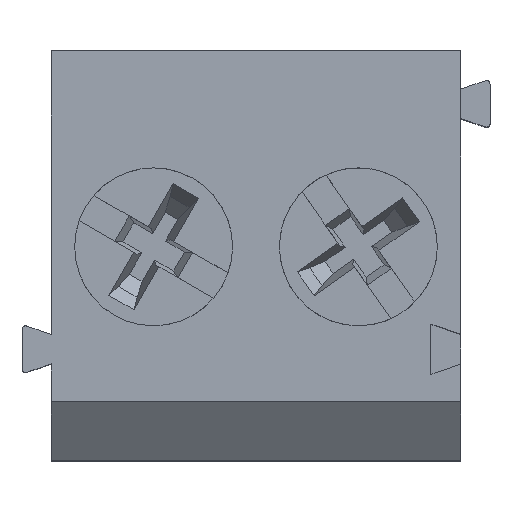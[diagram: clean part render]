
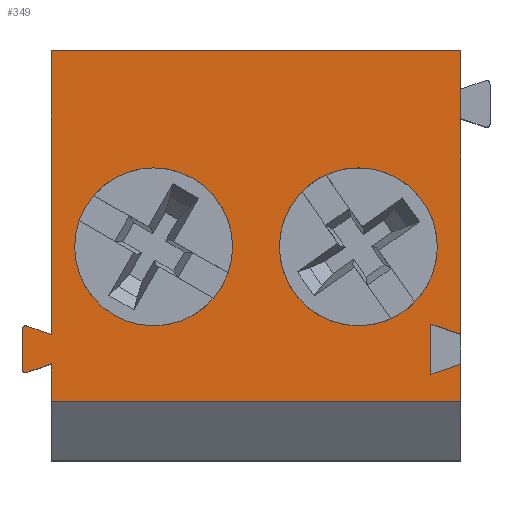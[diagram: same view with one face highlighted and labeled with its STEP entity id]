
A CAD part, top view. The second image highlights one B-rep face of the part: STEP entity #349.
In plain terms, the highlighted planar face has unit normal (0, 0, 1).
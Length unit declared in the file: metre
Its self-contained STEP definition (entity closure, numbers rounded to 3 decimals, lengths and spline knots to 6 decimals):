
#349 = ADVANCED_FACE( '', ( #756, #757, #758 ), #759, .T. );
#756 = FACE_OUTER_BOUND( '', #1225, .T. );
#757 = FACE_BOUND( '', #1226, .T. );
#758 = FACE_BOUND( '', #1227, .T. );
#759 = PLANE( '', #1228 );
#1225 = EDGE_LOOP( '', ( #2155, #2156, #2157, #2158, #2159, #2160, #2161, #2162, #2163, #2164, #2165, #2166, #2167, #2168 ) );
#1226 = EDGE_LOOP( '', ( #2169 ) );
#1227 = EDGE_LOOP( '', ( #2170 ) );
#1228 = AXIS2_PLACEMENT_3D( '', #2171, #2172, #2173 );
#2155 = ORIENTED_EDGE( '', *, *, #3058, .F. );
#2156 = ORIENTED_EDGE( '', *, *, #2734, .F. );
#2157 = ORIENTED_EDGE( '', *, *, #2879, .T. );
#2158 = ORIENTED_EDGE( '', *, *, #2760, .T. );
#2159 = ORIENTED_EDGE( '', *, *, #3081, .T. );
#2160 = ORIENTED_EDGE( '', *, *, #3082, .T. );
#2161 = ORIENTED_EDGE( '', *, *, #2726, .T. );
#2162 = ORIENTED_EDGE( '', *, *, #3004, .T. );
#2163 = ORIENTED_EDGE( '', *, *, #2876, .T. );
#2164 = ORIENTED_EDGE( '', *, *, #2906, .T. );
#2165 = ORIENTED_EDGE( '', *, *, #3059, .F. );
#2166 = ORIENTED_EDGE( '', *, *, #2977, .F. );
#2167 = ORIENTED_EDGE( '', *, *, #3083, .F. );
#2168 = ORIENTED_EDGE( '', *, *, #2940, .F. );
#2169 = ORIENTED_EDGE( '', *, *, #3070, .F. );
#2170 = ORIENTED_EDGE( '', *, *, #2931, .F. );
#2171 = CARTESIAN_POINT( '', ( -0.0035, 0.0035, 0.00833 ) );
#2172 = DIRECTION( '', ( 0., 0., 1. ) );
#2173 = DIRECTION( '', ( 1., 0., 0. ) );
#2726 = EDGE_CURVE( '', #3219, #3224, #3226, .T. );
#2734 = EDGE_CURVE( '', #3238, #3240, #3241, .T. );
#2760 = EDGE_CURVE( '', #3287, #3285, #3288, .T. );
#2876 = EDGE_CURVE( '', #3487, #3485, #3488, .T. );
#2879 = EDGE_CURVE( '', #3238, #3287, #3492, .T. );
#2906 = EDGE_CURVE( '', #3485, #3531, #3533, .T. );
#2931 = EDGE_CURVE( '', #3570, #3570, #3571, .T. );
#2940 = EDGE_CURVE( '', #3586, #3587, #3588, .T. );
#2977 = EDGE_CURVE( '', #3642, #3644, #3645, .T. );
#3004 = EDGE_CURVE( '', #3224, #3487, #3679, .T. );
#3058 = EDGE_CURVE( '', #3240, #3586, #3752, .T. );
#3059 = EDGE_CURVE( '', #3644, #3531, #3753, .T. );
#3070 = EDGE_CURVE( '', #3768, #3768, #3769, .T. );
#3081 = EDGE_CURVE( '', #3285, #3783, #3784, .T. );
#3082 = EDGE_CURVE( '', #3783, #3219, #3785, .T. );
#3083 = EDGE_CURVE( '', #3587, #3642, #3786, .T. );
#3219 = VERTEX_POINT( '', #3951 );
#3224 = VERTEX_POINT( '', #3957 );
#3226 = CIRCLE( '', #3960, 0.000063 );
#3238 = VERTEX_POINT( '', #3976 );
#3240 = VERTEX_POINT( '', #3979 );
#3241 = LINE( '', #3980, #3981 );
#3285 = VERTEX_POINT( '', #4040 );
#3287 = VERTEX_POINT( '', #4043 );
#3288 = LINE( '', #4044, #4045 );
#3485 = VERTEX_POINT( '', #4323 );
#3487 = VERTEX_POINT( '', #4326 );
#3488 = LINE( '', #4327, #4328 );
#3492 = LINE( '', #4334, #4335 );
#3531 = VERTEX_POINT( '', #4393 );
#3533 = LINE( '', #4396, #4397 );
#3570 = VERTEX_POINT( '', #4444 );
#3571 = CIRCLE( '', #4445, 0.00135 );
#3586 = VERTEX_POINT( '', #4466 );
#3587 = VERTEX_POINT( '', #4467 );
#3588 = LINE( '', #4468, #4469 );
#3642 = VERTEX_POINT( '', #4545 );
#3644 = VERTEX_POINT( '', #4548 );
#3645 = LINE( '', #4549, #4550 );
#3679 = LINE( '', #4601, #4602 );
#3752 = LINE( '', #4718, #4719 );
#3753 = LINE( '', #4720, #4721 );
#3768 = VERTEX_POINT( '', #4743 );
#3769 = CIRCLE( '', #4744, 0.00135 );
#3783 = VERTEX_POINT( '', #4763 );
#3784 = CIRCLE( '', #4764, 0.000063 );
#3785 = LINE( '', #4765, #4766 );
#3786 = LINE( '', #4767, #4768 );
#3951 = CARTESIAN_POINT( '', ( -0.004, -0.001938, 0.00833 ) );
#3957 = CARTESIAN_POINT( '', ( -0.003917, -0.001997, 0.00833 ) );
#3960 = AXIS2_PLACEMENT_3D( '', #4977, #4978, #4979 );
#3976 = CARTESIAN_POINT( '', ( -0.0035, 0.0035, 0.00833 ) );
#3979 = CARTESIAN_POINT( '', ( 0.0035, 0.0035, 0.00833 ) );
#3980 = CARTESIAN_POINT( '', ( -0.0035, 0.0035, 0.00833 ) );
#3981 = VECTOR( '', #4985, 1. );
#4040 = CARTESIAN_POINT( '', ( -0.003917, -0.001205, 0.00833 ) );
#4043 = CARTESIAN_POINT( '', ( -0.0035, -0.001351, 0.00833 ) );
#4044 = CARTESIAN_POINT( '', ( -0.0035, -0.001351, 0.00833 ) );
#4045 = VECTOR( '', #5017, 1. );
#4323 = CARTESIAN_POINT( '', ( -0.0035, -0.0025, 0.00833 ) );
#4326 = CARTESIAN_POINT( '', ( -0.0035, -0.001851, 0.00833 ) );
#4327 = CARTESIAN_POINT( '', ( -0.0035, -0.001851, 0.00833 ) );
#4328 = VECTOR( '', #5139, 1. );
#4334 = CARTESIAN_POINT( '', ( -0.0035, 0.0035, 0.00833 ) );
#4335 = VECTOR( '', #5142, 1. );
#4393 = CARTESIAN_POINT( '', ( 0.0035, -0.0025, 0.00833 ) );
#4396 = CARTESIAN_POINT( '', ( -0.0035, -0.0025, 0.00833 ) );
#4397 = VECTOR( '', #5163, 1. );
#4444 = CARTESIAN_POINT( '', ( 0.0004, 0.00015, 0.00833 ) );
#4445 = AXIS2_PLACEMENT_3D( '', #5195, #5196, #5197 );
#4466 = CARTESIAN_POINT( '', ( 0.0035, -0.001346, 0.00833 ) );
#4467 = CARTESIAN_POINT( '', ( 0.00299, -0.001171, 0.00833 ) );
#4468 = CARTESIAN_POINT( '', ( 0.0035, -0.001346, 0.00833 ) );
#4469 = VECTOR( '', #5204, 1. );
#4545 = CARTESIAN_POINT( '', ( 0.00299, -0.002031, 0.00833 ) );
#4548 = CARTESIAN_POINT( '', ( 0.0035, -0.001856, 0.00833 ) );
#4549 = CARTESIAN_POINT( '', ( 0.00299, -0.002031, 0.00833 ) );
#4550 = VECTOR( '', #5240, 1. );
#4601 = CARTESIAN_POINT( '', ( -0.003917, -0.001997, 0.00833 ) );
#4602 = VECTOR( '', #5264, 1. );
#4718 = CARTESIAN_POINT( '', ( 0.0035, 0.0035, 0.00833 ) );
#4719 = VECTOR( '', #5302, 1. );
#4720 = CARTESIAN_POINT( '', ( 0.0035, -0.001856, 0.00833 ) );
#4721 = VECTOR( '', #5303, 1. );
#4743 = CARTESIAN_POINT( '', ( -0.0031, 0.00015, 0.00833 ) );
#4744 = AXIS2_PLACEMENT_3D( '', #5314, #5315, #5316 );
#4763 = CARTESIAN_POINT( '', ( -0.004, -0.001264, 0.00833 ) );
#4764 = AXIS2_PLACEMENT_3D( '', #5322, #5323, #5324 );
#4765 = CARTESIAN_POINT( '', ( -0.004, -0.001264, 0.00833 ) );
#4766 = VECTOR( '', #5325, 1. );
#4767 = CARTESIAN_POINT( '', ( 0.00299, -0.001171, 0.00833 ) );
#4768 = VECTOR( '', #5326, 1. );
#4977 = CARTESIAN_POINT( '', ( -0.003937, -0.001938, 0.00833 ) );
#4978 = DIRECTION( '', ( 0., 0., 1. ) );
#4979 = DIRECTION( '', ( -1., 0., 0. ) );
#4985 = DIRECTION( '', ( 1., 0., 0. ) );
#5017 = DIRECTION( '', ( -0.944, 0.33, 0. ) );
#5139 = DIRECTION( '', ( 0., -1., 0. ) );
#5142 = DIRECTION( '', ( 0., -1., 0. ) );
#5163 = DIRECTION( '', ( 1., 0., 0. ) );
#5195 = CARTESIAN_POINT( '', ( 0.00175, 0.00015, 0.00833 ) );
#5196 = DIRECTION( '', ( 0., 0., 1. ) );
#5197 = DIRECTION( '', ( -1., 0., 0. ) );
#5204 = DIRECTION( '', ( -0.946, 0.325, 0. ) );
#5240 = DIRECTION( '', ( 0.946, 0.325, 0. ) );
#5264 = DIRECTION( '', ( 0.944, 0.33, 0. ) );
#5302 = DIRECTION( '', ( 0., -1., 0. ) );
#5303 = DIRECTION( '', ( 0., -1., 0. ) );
#5314 = CARTESIAN_POINT( '', ( -0.00175, 0.00015, 0.00833 ) );
#5315 = DIRECTION( '', ( 0., 0., 1. ) );
#5316 = DIRECTION( '', ( -1., 0., 0. ) );
#5322 = CARTESIAN_POINT( '', ( -0.003937, -0.001264, 0.00833 ) );
#5323 = DIRECTION( '', ( 0., 0., 1. ) );
#5324 = DIRECTION( '', ( 0.33, 0.944, 0. ) );
#5325 = DIRECTION( '', ( 0., -1., 0. ) );
#5326 = DIRECTION( '', ( 0., -1., 0. ) );
